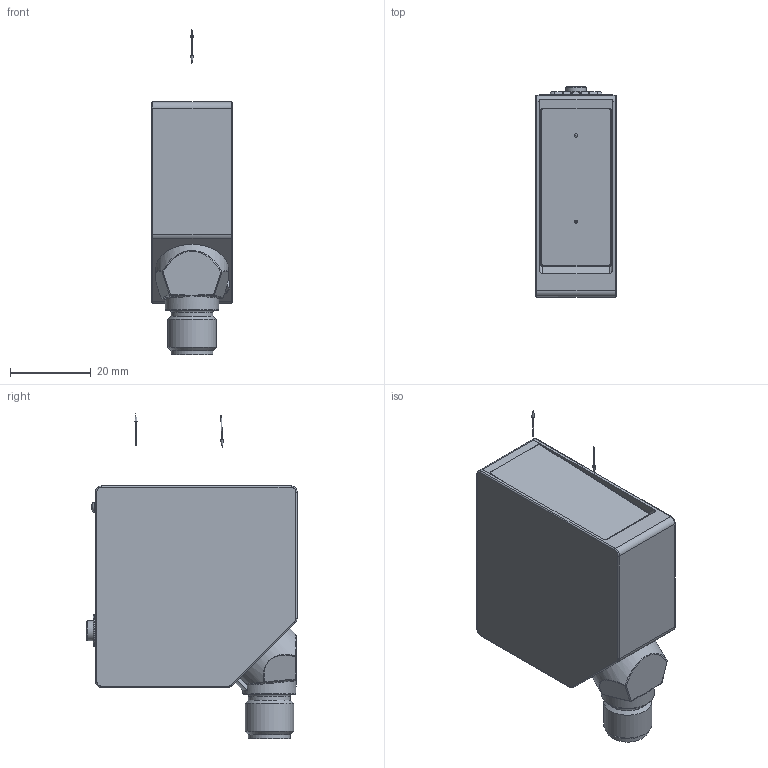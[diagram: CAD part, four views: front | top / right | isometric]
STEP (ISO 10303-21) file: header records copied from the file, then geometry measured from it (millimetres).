
FILE_DESCRIPTION (( 'STEP AP214' ), '1' );
FILE_NAME ('OPT2500_OPT2503_OPT2506_OPT2509_OPT2512.STEP', '2024-12-12T13:25:41', ( '' ), ( '' ), 'SwSTEP 2.0', 'SolidWorks 2024', '' );
FILE_SCHEMA (( 'AUTOMOTIVE_DESIGN' ));
Length unit declared in the file: inch
Products named in the file (1): OPT2500_OPT2503_OPT2506_OPT2509_OPT2512
Bounding box: 20 x 52.15 x 80.68 mm (x, y, z)
Volume: 49395.9 mm3; surface area: 10143 mm2
Topology: 3 solids, 3 shells, 407 faces, 1011 edges, 631 vertices
Faces by surface type: plane 171, cylinder 121, torus 37, bspline 37, cone 32, sphere 9
Full cylindrical faces by diameter (mm): 0.2 x2, 1 x5, 1.52 x5, 2.1 x1, 5 x1, 5.1 x1, 8 x1, 10.4 x2, 12 x1, 13.2 x1
Entity records: 14599 total; most frequent: CARTESIAN_POINT 6304, ORIENTED_EDGE 1868, DIRECTION 1355, EDGE_CURVE 934, VERTEX_POINT 605, AXIS2_PLACEMENT_3D 548, B_SPLINE_CURVE_WITH_KNOTS 482, EDGE_LOOP 479
